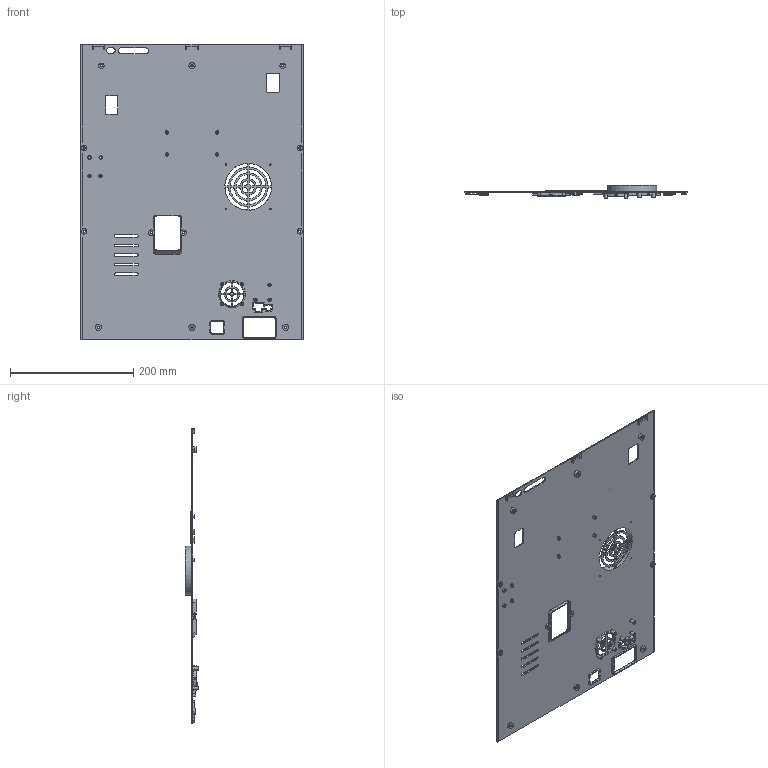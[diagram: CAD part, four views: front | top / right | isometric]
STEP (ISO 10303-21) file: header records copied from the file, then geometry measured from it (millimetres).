
FILE_DESCRIPTION (( 'STEP AP203' ), '1' );
FILE_NAME ('Q2綴裔.STEP', '2025-09-29T01:10:58', ( '' ), ( '' ), 'SwSTEP 2.0', 'SolidWorks 2024', '' );
FILE_SCHEMA (( 'CONFIG_CONTROL_DESIGN' ));
Length unit declared in the file: millimetre
Products named in the file (1): Q2后盖
Bounding box: 361 x 22 x 480 mm (x, y, z)
Volume: 335282.1 mm3; surface area: 349565.5 mm2
Topology: 1 solids, 1 shells, 885 faces, 2281 edges, 1445 vertices
Faces by surface type: cylinder 399, plane 297, torus 144, cone 33, bspline 10, sphere 2
Full cylindrical faces by diameter (mm): 2.5 x19, 5.5 x15, 76 x1, 80 x1
Entity records: 27534 total; most frequent: CARTESIAN_POINT 5280, DIRECTION 4932, ORIENTED_EDGE 4432, EDGE_CURVE 2216, AXIS2_PLACEMENT_3D 1914, VERTEX_POINT 1418, LINE 1104, VECTOR 1104
